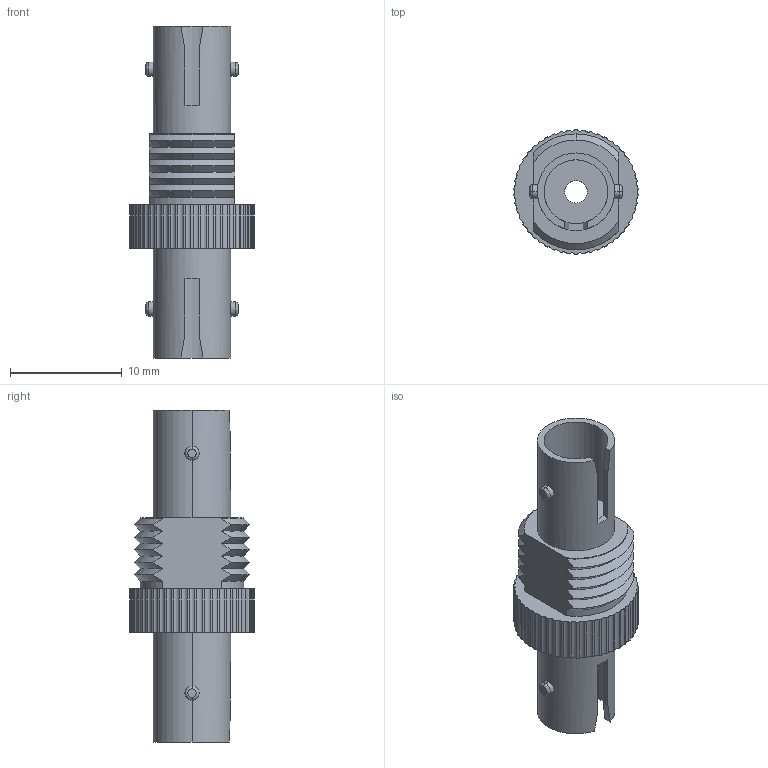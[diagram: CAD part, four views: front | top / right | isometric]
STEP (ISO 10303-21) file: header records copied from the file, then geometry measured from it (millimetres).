
FILE_DESCRIPTION (( 'STEP AP214' ), '1' );
FILE_NAME ('FOA-RST.STEP', '2012-11-07T16:20:56', ( 'x' ), ( '' ), 'SwSTEP 2.0', 'SolidWorks 2012', '' );
FILE_SCHEMA (( 'AUTOMOTIVE_DESIGN' ));
Length unit declared in the file: inch
Products named in the file (1): FOA-RST
Bounding box: 11.11 x 11.12 x 29.72 mm (x, y, z)
Volume: 1081 mm3; surface area: 1336.3 mm2
Topology: 1 solids, 1 shells, 197 faces, 560 edges, 368 vertices
Faces by surface type: cylinder 136, cone 30, plane 23, torus 8
Entity records: 6733 total; most frequent: CARTESIAN_POINT 1358, DIRECTION 1218, ORIENTED_EDGE 1120, EDGE_CURVE 560, AXIS2_PLACEMENT_3D 516, VERTEX_POINT 368, CIRCLE 318, EDGE_LOOP 202
